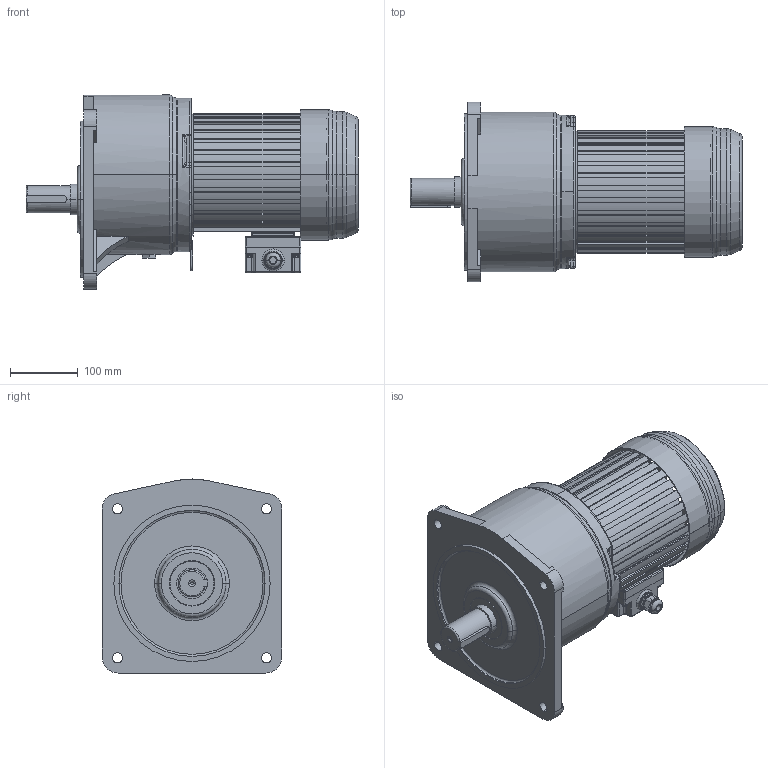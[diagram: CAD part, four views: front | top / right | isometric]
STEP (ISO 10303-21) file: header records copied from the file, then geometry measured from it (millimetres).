
FILE_DESCRIPTION((''),'2;1');
FILE_NAME('ASM0001_ASM','2022-04-13T',('AdminUser'),(''),'PRO/ENGINEER BY PARAMETRIC TECHNOLOGY CORPORATION, 2007170','PRO/ENGINEER BY PARAMETRIC TECHNOLOGY CORPORATION, 2007170','');
FILE_SCHEMA(('CONFIG_CONTROL_DESIGN'));
Length unit declared in the file: millimetre
Products named in the file (6): V40; G40; 1500W; 8280-2022; 1500W190; ASM0001_ASM
Assembly tree (5 placements, depth 2):
  ASM0001_ASM
    V40
    G40
    1500W
    8280-2022
    1500W190
Bounding box: 488.5 x 264.1 x 285.5 mm (x, y, z)
Volume: 3660441.6 mm3; surface area: 988178.3 mm2
Topology: 6 solids, 10 shells, 1901 faces, 4836 edges, 3003 vertices
Faces by surface type: plane 921, cylinder 559, torus 225, bspline 160, sphere 28, cone 8
Entity records: 63099 total; most frequent: CARTESIAN_POINT 16641, DIRECTION 9686, ORIENTED_EDGE 9672, EDGE_CURVE 4836, AXIS2_PLACEMENT_3D 3384, VERTEX_POINT 3003, VECTOR 2918, LINE 2918
